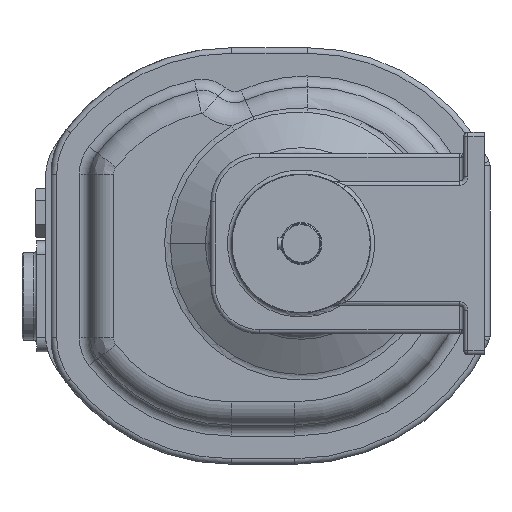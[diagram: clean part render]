
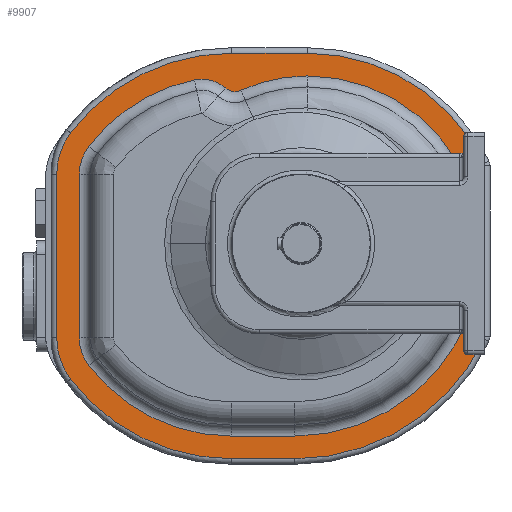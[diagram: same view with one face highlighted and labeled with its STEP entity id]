
A CAD part, left-side view. The second image highlights one B-rep face of the part: STEP entity #9907.
In plain terms, the highlighted planar face has unit normal (-1, 0, 0).
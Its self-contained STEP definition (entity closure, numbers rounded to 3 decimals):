
#263=CARTESIAN_POINT('',(-36.5,4.5,-4.5));
#264=DIRECTION('',(-1.,0.,0.));
#265=DIRECTION('',(0.,0.,-1.));
#266=AXIS2_PLACEMENT_3D('',#263,#264,#265);
#268=DIRECTION('',(0.,-1.,0.));
#269=VECTOR('',#268,45.5);
#270=CARTESIAN_POINT('',(-36.5,50.,-155.));
#271=LINE('',#270,#269);
#272=CARTESIAN_POINT('',(-36.5,50.,-9.));
#273=DIRECTION('',(-1.,0.,0.));
#274=DIRECTION('',(0.,0.794,-0.608));
#275=AXIS2_PLACEMENT_3D('',#272,#273,#274);
#277=CARTESIAN_POINT('',(-36.5,127.,-67.992));
#278=DIRECTION('',(-1.,0.,0.));
#279=DIRECTION('',(0.,1.,0.));
#280=AXIS2_PLACEMENT_3D('',#277,#278,#279);
#282=DIRECTION('',(0.,0.,-1.));
#283=VECTOR('',#282,117.983);
#284=CARTESIAN_POINT('',(-36.5,176.,49.992));
#285=LINE('',#284,#283);
#286=CARTESIAN_POINT('',(-36.5,127.,49.992));
#287=DIRECTION('',(-1.,0.,0.));
#288=DIRECTION('',(0.,0.794,0.608));
#289=AXIS2_PLACEMENT_3D('',#286,#287,#288);
#291=CARTESIAN_POINT('',(-36.5,50.,-9.));
#292=DIRECTION('',(-1.,0.,0.));
#293=DIRECTION('',(0.,0.,1.));
#294=AXIS2_PLACEMENT_3D('',#291,#292,#293);
#296=DIRECTION('',(0.,1.,0.));
#297=VECTOR('',#296,54.5);
#298=CARTESIAN_POINT('',(-36.5,-4.5,137.));
#299=LINE('',#298,#297);
#300=CARTESIAN_POINT('',(-36.5,-4.5,-4.5));
#301=DIRECTION('',(-1.,0.,0.));
#302=DIRECTION('',(0.,-0.898,0.44));
#303=AXIS2_PLACEMENT_3D('',#300,#301,#302);
#305=CARTESIAN_POINT('',(-36.5,-128.,55.948));
#306=DIRECTION('',(-1.,0.,0.));
#307=DIRECTION('',(0.,-1.,0.));
#308=AXIS2_PLACEMENT_3D('',#305,#306,#307);
#310=DIRECTION('',(0.,0.,1.));
#311=VECTOR('',#310,122.946);
#312=CARTESIAN_POINT('',(-36.5,-132.,-66.998));
#313=LINE('',#312,#311);
#314=CARTESIAN_POINT('',(-36.5,-128.,-66.998));
#315=DIRECTION('',(-1.,0.,0.));
#316=DIRECTION('',(0.,-0.904,-0.427));
#317=AXIS2_PLACEMENT_3D('',#314,#315,#316);
#319=CARTESIAN_POINT('',(-36.5,127.,-67.992));
#320=DIRECTION('',(1.,0.,0.));
#321=DIRECTION('',(0.,0.794,-0.608));
#322=AXIS2_PLACEMENT_3D('',#319,#320,#321);
#324=CARTESIAN_POINT('',(-36.5,50.,-9.));
#325=DIRECTION('',(1.,0.,0.));
#326=DIRECTION('',(0.,0.,-1.));
#327=AXIS2_PLACEMENT_3D('',#324,#325,#326);
#329=DIRECTION('',(0.,1.,0.));
#330=VECTOR('',#329,45.5);
#331=CARTESIAN_POINT('',(-36.5,4.5,-138.678));
#332=LINE('',#331,#330);
#333=CARTESIAN_POINT('',(-36.5,4.5,-4.5));
#334=DIRECTION('',(1.,0.,0.));
#335=DIRECTION('',(0.,-1.,0.));
#336=AXIS2_PLACEMENT_3D('',#333,#334,#335);
#338=CARTESIAN_POINT('',(-36.5,-4.5,-4.5));
#339=DIRECTION('',(1.,0.,0.));
#340=DIRECTION('',(0.,0.,1.));
#341=AXIS2_PLACEMENT_3D('',#338,#339,#340);
#343=CARTESIAN_POINT('',(-36.5,-4.5,4.5));
#344=DIRECTION('',(1.,0.,0.));
#345=DIRECTION('',(0.,0.413,0.911));
#346=AXIS2_PLACEMENT_3D('',#343,#344,#345);
#348=CARTESIAN_POINT('',(-36.5,47.727,119.715));
#349=DIRECTION('',(-1.,0.,0.));
#350=DIRECTION('',(0.,0.662,-0.749));
#351=AXIS2_PLACEMENT_3D('',#348,#349,#350);
#353=CARTESIAN_POINT('',(-36.5,71.566,92.739));
#354=DIRECTION('',(1.,0.,0.));
#355=DIRECTION('',(0.,0.207,0.978));
#356=AXIS2_PLACEMENT_3D('',#353,#354,#355);
#358=CARTESIAN_POINT('',(-36.5,50.,-9.));
#359=DIRECTION('',(1.,0.,0.));
#360=DIRECTION('',(0.,0.794,0.608));
#361=AXIS2_PLACEMENT_3D('',#358,#359,#360);
#363=CARTESIAN_POINT('',(-36.5,127.,49.992));
#364=DIRECTION('',(1.,0.,0.));
#365=DIRECTION('',(0.,1.,0.));
#366=AXIS2_PLACEMENT_3D('',#363,#364,#365);
#368=DIRECTION('',(0.,0.,1.));
#369=VECTOR('',#368,117.983);
#370=CARTESIAN_POINT('',(-36.5,159.678,-67.992));
#371=LINE('',#370,#369);
#9003=CARTESIAN_POINT('',(-36.5,152.94,-87.865));
#9004=CARTESIAN_POINT('',(-36.5,159.678,-67.992));
#9005=VERTEX_POINT('',#9003);
#9006=VERTEX_POINT('',#9004);
#9009=CARTESIAN_POINT('',(-36.5,159.678,49.992));
#9010=VERTEX_POINT('',#9009);
#9013=CARTESIAN_POINT('',(-36.5,152.94,69.865));
#9014=VERTEX_POINT('',#9013);
#9017=CARTESIAN_POINT('',(-36.5,76.891,117.859));
#9018=VERTEX_POINT('',#9017);
#9021=CARTESIAN_POINT('',(-36.5,54.562,111.981));
#9022=VERTEX_POINT('',#9021);
#9023=CARTESIAN_POINT('',(-36.5,43.466,110.314));
#9024=VERTEX_POINT('',#9023);
#9025=CARTESIAN_POINT('',(-36.5,-4.5,120.678));
#9026=VERTEX_POINT('',#9025);
#9029=CARTESIAN_POINT('',(-36.5,-129.678,-4.5));
#9030=VERTEX_POINT('',#9029);
#9033=CARTESIAN_POINT('',(-36.5,4.5,-138.678));
#9034=VERTEX_POINT('',#9033);
#9037=CARTESIAN_POINT('',(-36.5,50.,-138.678));
#9038=VERTEX_POINT('',#9037);
#9045=CARTESIAN_POINT('',(-36.5,4.5,-155.));
#9046=CARTESIAN_POINT('',(-36.5,-131.618,-68.704));
#9047=VERTEX_POINT('',#9045);
#9048=VERTEX_POINT('',#9046);
#9049=CARTESIAN_POINT('',(-36.5,50.,-155.));
#9050=VERTEX_POINT('',#9049);
#9053=CARTESIAN_POINT('',(-36.5,165.897,-97.791));
#9054=VERTEX_POINT('',#9053);
#9057=CARTESIAN_POINT('',(-36.5,176.,-67.992));
#9058=VERTEX_POINT('',#9057);
#9061=CARTESIAN_POINT('',(-36.5,176.,49.992));
#9062=VERTEX_POINT('',#9061);
#9065=CARTESIAN_POINT('',(-36.5,165.897,79.791));
#9066=VERTEX_POINT('',#9065);
#9069=CARTESIAN_POINT('',(-36.5,50.,137.));
#9070=VERTEX_POINT('',#9069);
#9073=CARTESIAN_POINT('',(-36.5,-4.5,137.));
#9074=VERTEX_POINT('',#9073);
#9077=CARTESIAN_POINT('',(-36.5,-131.593,57.707));
#9078=VERTEX_POINT('',#9077);
#9081=CARTESIAN_POINT('',(-36.5,-132.,-66.998));
#9082=VERTEX_POINT('',#9081);
#9085=CARTESIAN_POINT('',(-36.5,-132.,55.948));
#9086=VERTEX_POINT('',#9085);
#9853=CARTESIAN_POINT('',(-36.5,0.,0.));
#9854=DIRECTION('',(-1.,0.,0.));
#9855=DIRECTION('',(0.,0.,1.));
#9856=AXIS2_PLACEMENT_3D('',#9853,#9854,#9855);
#9857=PLANE('',#9856);
#9859=ORIENTED_EDGE('',*,*,#9858,.F.);
#9860=ORIENTED_EDGE('',*,*,#9843,.F.);
#9862=ORIENTED_EDGE('',*,*,#9861,.F.);
#9864=ORIENTED_EDGE('',*,*,#9863,.F.);
#9866=ORIENTED_EDGE('',*,*,#9865,.F.);
#9868=ORIENTED_EDGE('',*,*,#9867,.F.);
#9870=ORIENTED_EDGE('',*,*,#9869,.F.);
#9872=ORIENTED_EDGE('',*,*,#9871,.F.);
#9874=ORIENTED_EDGE('',*,*,#9873,.F.);
#9876=ORIENTED_EDGE('',*,*,#9875,.F.);
#9878=ORIENTED_EDGE('',*,*,#9877,.F.);
#9880=ORIENTED_EDGE('',*,*,#9879,.F.);
#9881=EDGE_LOOP('',(#9859,#9860,#9862,#9864,#9866,#9868,#9870,#9872,#9874,#9876,
#9878,#9880));
#9882=FACE_OUTER_BOUND('',#9881,.F.);
#9884=ORIENTED_EDGE('',*,*,#9883,.F.);
#9886=ORIENTED_EDGE('',*,*,#9885,.F.);
#9888=ORIENTED_EDGE('',*,*,#9887,.F.);
#9890=ORIENTED_EDGE('',*,*,#9889,.F.);
#9892=ORIENTED_EDGE('',*,*,#9891,.F.);
#9894=ORIENTED_EDGE('',*,*,#9893,.F.);
#9896=ORIENTED_EDGE('',*,*,#9895,.F.);
#9898=ORIENTED_EDGE('',*,*,#9897,.F.);
#9900=ORIENTED_EDGE('',*,*,#9899,.F.);
#9902=ORIENTED_EDGE('',*,*,#9901,.F.);
#9904=ORIENTED_EDGE('',*,*,#9903,.F.);
#9905=EDGE_LOOP('',(#9884,#9886,#9888,#9890,#9892,#9894,#9896,#9898,#9900,#9902,
#9904));
#9906=FACE_BOUND('',#9905,.F.);
#9907=ADVANCED_FACE('',(#9882,#9906),#9857,.T.);
#267=CIRCLE('',#266,150.5);
#276=CIRCLE('',#275,146.);
#281=CIRCLE('',#280,49.);
#290=CIRCLE('',#289,49.);
#295=CIRCLE('',#294,146.);
#304=CIRCLE('',#303,141.5);
#309=CIRCLE('',#308,4.);
#318=CIRCLE('',#317,4.);
#323=CIRCLE('',#322,32.678);
#328=CIRCLE('',#327,129.678);
#337=CIRCLE('',#336,134.178);
#342=CIRCLE('',#341,125.178);
#347=CIRCLE('',#346,116.178);
#352=CIRCLE('',#351,10.322);
#357=CIRCLE('',#356,25.678);
#362=CIRCLE('',#361,129.678);
#367=CIRCLE('',#366,32.678);
#9843=EDGE_CURVE('',#9050,#9047,#271,.T.);
#9858=EDGE_CURVE('',#9047,#9048,#267,.T.);
#9861=EDGE_CURVE('',#9054,#9050,#276,.T.);
#9863=EDGE_CURVE('',#9058,#9054,#281,.T.);
#9865=EDGE_CURVE('',#9062,#9058,#285,.T.);
#9867=EDGE_CURVE('',#9066,#9062,#290,.T.);
#9869=EDGE_CURVE('',#9070,#9066,#295,.T.);
#9871=EDGE_CURVE('',#9074,#9070,#299,.T.);
#9873=EDGE_CURVE('',#9078,#9074,#304,.T.);
#9875=EDGE_CURVE('',#9086,#9078,#309,.T.);
#9877=EDGE_CURVE('',#9082,#9086,#313,.T.);
#9879=EDGE_CURVE('',#9048,#9082,#318,.T.);
#9883=EDGE_CURVE('',#9005,#9006,#323,.T.);
#9885=EDGE_CURVE('',#9038,#9005,#328,.T.);
#9887=EDGE_CURVE('',#9034,#9038,#332,.T.);
#9889=EDGE_CURVE('',#9030,#9034,#337,.T.);
#9891=EDGE_CURVE('',#9026,#9030,#342,.T.);
#9893=EDGE_CURVE('',#9024,#9026,#347,.T.);
#9895=EDGE_CURVE('',#9022,#9024,#352,.T.);
#9897=EDGE_CURVE('',#9018,#9022,#357,.T.);
#9899=EDGE_CURVE('',#9014,#9018,#362,.T.);
#9901=EDGE_CURVE('',#9010,#9014,#367,.T.);
#9903=EDGE_CURVE('',#9006,#9010,#371,.T.);
